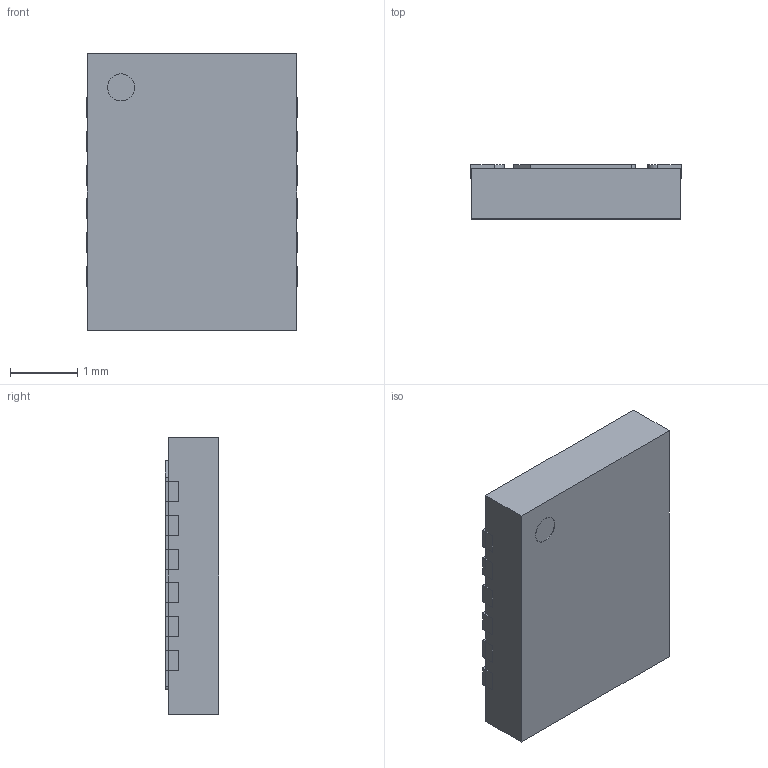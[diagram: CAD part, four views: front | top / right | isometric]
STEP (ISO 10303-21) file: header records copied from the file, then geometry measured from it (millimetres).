
FILE_DESCRIPTION (( 'STEP AP214' ), '1' );
FILE_NAME ('User Library-My-DFN-12-4x3-0.5.STEP', '2020-05-06T11:48:04', ( '' ), ( '' ), 'SwSTEP 2.0', 'SolidWorks 2019', '' );
FILE_SCHEMA (( 'AUTOMOTIVE_DESIGN' ));
Length unit declared in the file: millimetre
Products named in the file (16): 11; 5; 3; 14; Part 15; TP; 9; Body; 10; 2; 12; 13; 1; User Library-My-DFN-12-4x3-0.5; 6; 4
Assembly tree (15 placements, depth 2):
  User Library-My-DFN-12-4x3-0.5
    Part 15
    Body
    14
    13
    2
    1
    9
    11
    3
    12
    4
    6
    10
    5
    TP
Bounding box: 3.12 x 0.8 x 4.1 mm (x, y, z)
Surface area: 57.7 mm2
Topology: 15 solids, 15 shells, 95 faces, 192 edges, 128 vertices
Faces by surface type: plane 76, cylinder 19
Entity records: 4191 total; most frequent: DIRECTION 456, CARTESIAN_POINT 433, ORIENTED_EDGE 384, EDGE_CURVE 192, VECTOR 154, LINE 154, AXIS2_PLACEMENT_3D 151, UNCERTAINTY_MEASURE_WITH_UNIT 141
